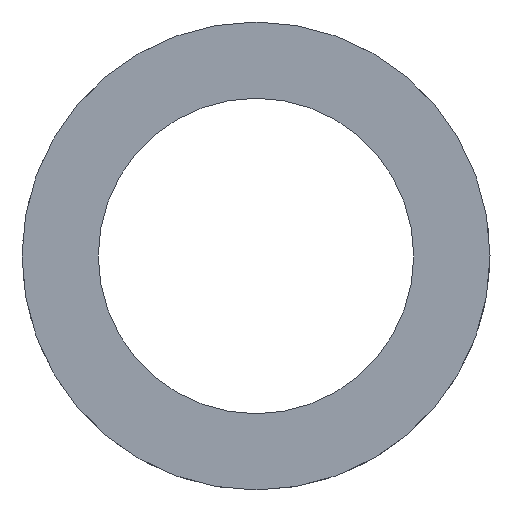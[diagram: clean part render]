
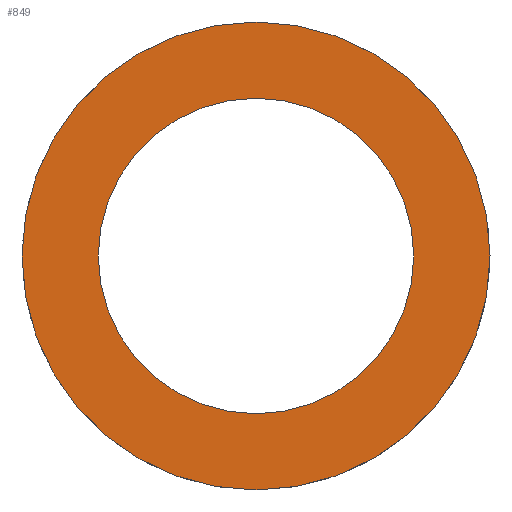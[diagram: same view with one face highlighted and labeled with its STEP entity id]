
A CAD part, left-side view. The second image highlights one B-rep face of the part: STEP entity #849.
In plain terms, the highlighted planar face has unit normal (-1, 0, 0).
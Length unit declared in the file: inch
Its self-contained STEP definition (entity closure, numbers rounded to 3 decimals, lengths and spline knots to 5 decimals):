
#17 = VERTEX_POINT ( 'NONE', #4437 ) ;
#213 = PLANE ( 'NONE',  #4482 ) ;
#789 = CARTESIAN_POINT ( 'NONE',  ( -3.6875, 0., 0. ) ) ;
#849 = ADVANCED_FACE ( 'NONE', ( #3600, #3172 ), #213, .T. ) ;
#980 = EDGE_LOOP ( 'NONE', ( #3422, #2143 ) ) ;
#1206 = EDGE_CURVE ( 'NONE', #2250, #4683, #2973, .T. ) ;
#1259 = CARTESIAN_POINT ( 'NONE',  ( -3.6875, 0., -0.27 ) ) ;
#1312 = CIRCLE ( 'NONE', #2574, 0.182 ) ;
#1514 = ORIENTED_EDGE ( 'NONE', *, *, #2522, .T. ) ;
#1654 = EDGE_CURVE ( 'NONE', #17, #3118, #3452, .T. ) ;
#1805 = CARTESIAN_POINT ( 'NONE',  ( -3.6875, 0., 0. ) ) ;
#1963 = ORIENTED_EDGE ( 'NONE', *, *, #1654, .T. ) ;
#2143 = ORIENTED_EDGE ( 'NONE', *, *, #1206, .T. ) ;
#2250 = VERTEX_POINT ( 'NONE', #4697 ) ;
#2483 = DIRECTION ( 'NONE',  ( 0., 0., 1. ) ) ;
#2522 = EDGE_CURVE ( 'NONE', #3118, #17, #1312, .T. ) ;
#2574 = AXIS2_PLACEMENT_3D ( 'NONE', #4879, #4489, #4435 ) ;
#2635 = CARTESIAN_POINT ( 'NONE',  ( -3.6875, 0., -0.182 ) ) ;
#2933 = DIRECTION ( 'NONE',  ( -1., 0., 0. ) ) ;
#2973 = CIRCLE ( 'NONE', #3691, 0.27 ) ;
#2999 = DIRECTION ( 'NONE',  ( 0., 0., -1. ) ) ;
#3118 = VERTEX_POINT ( 'NONE', #2635 ) ;
#3133 = DIRECTION ( 'NONE',  ( -1., 0., 0. ) ) ;
#3172 = FACE_OUTER_BOUND ( 'NONE', #980, .T. ) ;
#3422 = ORIENTED_EDGE ( 'NONE', *, *, #4794, .T. ) ;
#3452 = CIRCLE ( 'NONE', #3603, 0.182 ) ;
#3461 = CARTESIAN_POINT ( 'NONE',  ( -3.6875, 0., 0. ) ) ;
#3504 = CIRCLE ( 'NONE', #3751, 0.27 ) ;
#3600 = FACE_BOUND ( 'NONE', #4410, .T. ) ;
#3603 = AXIS2_PLACEMENT_3D ( 'NONE', #789, #3777, #2999 ) ;
#3691 = AXIS2_PLACEMENT_3D ( 'NONE', #3461, #3133, #4233 ) ;
#3751 = AXIS2_PLACEMENT_3D ( 'NONE', #1805, #2933, #4366 ) ;
#3777 = DIRECTION ( 'NONE',  ( 1., 0., 0. ) ) ;
#3946 = CARTESIAN_POINT ( 'NONE',  ( -3.6875, 0., 0. ) ) ;
#4233 = DIRECTION ( 'NONE',  ( 0., 0., 1. ) ) ;
#4366 = DIRECTION ( 'NONE',  ( 0., 0., 1. ) ) ;
#4410 = EDGE_LOOP ( 'NONE', ( #1514, #1963 ) ) ;
#4435 = DIRECTION ( 'NONE',  ( 0., 0., -1. ) ) ;
#4437 = CARTESIAN_POINT ( 'NONE',  ( -3.6875, 0., 0.182 ) ) ;
#4482 = AXIS2_PLACEMENT_3D ( 'NONE', #3946, #4789, #2483 ) ;
#4489 = DIRECTION ( 'NONE',  ( 1., 0., 0. ) ) ;
#4683 = VERTEX_POINT ( 'NONE', #1259 ) ;
#4697 = CARTESIAN_POINT ( 'NONE',  ( -3.6875, 0., 0.27 ) ) ;
#4789 = DIRECTION ( 'NONE',  ( -1., 0., 0. ) ) ;
#4794 = EDGE_CURVE ( 'NONE', #4683, #2250, #3504, .T. ) ;
#4879 = CARTESIAN_POINT ( 'NONE',  ( -3.6875, 0., 0. ) ) ;
